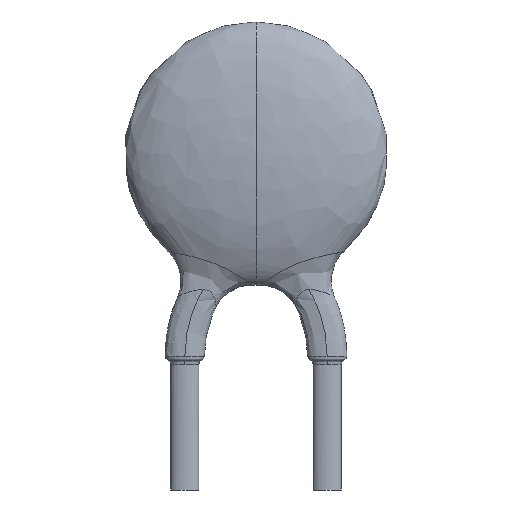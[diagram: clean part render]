
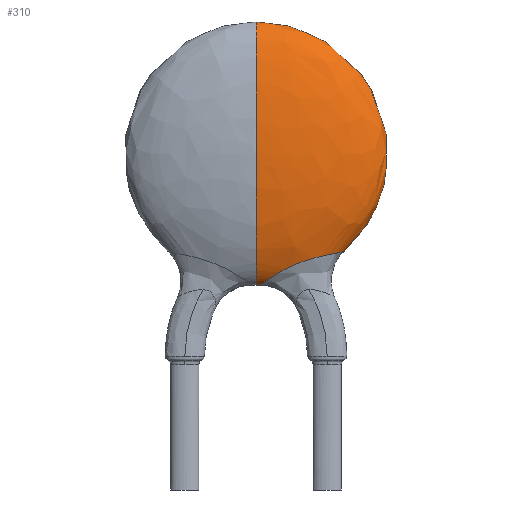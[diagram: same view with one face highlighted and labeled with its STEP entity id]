
A CAD part, front view. The second image highlights one B-rep face of the part: STEP entity #310.
In plain terms, the highlighted free-form (B-spline) face has degree [3, 3] with [4, 4] control points.
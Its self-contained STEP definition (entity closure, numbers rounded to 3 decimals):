
#76 = EDGE_CURVE('',#77,#79,#81,.T.);
#77 = VERTEX_POINT('',#78);
#78 = CARTESIAN_POINT('',(2.5,1.3,7.45));
#79 = VERTEX_POINT('',#80);
#80 = CARTESIAN_POINT('',(2.5,-1.2,7.45));
#81 = ( BOUNDED_CURVE() B_SPLINE_CURVE(3,(#82,#83,#84,#85),
.UNSPECIFIED.,.F.,.F.) B_SPLINE_CURVE_WITH_KNOTS((4,4),(1.571,
4.712),.PIECEWISE_BEZIER_KNOTS.) CURVE() 
GEOMETRIC_REPRESENTATION_ITEM() RATIONAL_B_SPLINE_CURVE((1.,
0.333,0.333,1.)) REPRESENTATION_ITEM('') );
#82 = CARTESIAN_POINT('',(2.5,1.3,7.45));
#83 = CARTESIAN_POINT('',(2.5,1.3,16.333));
#84 = CARTESIAN_POINT('',(2.5,-1.2,16.333));
#85 = CARTESIAN_POINT('',(2.5,-1.2,7.45));
#87 = EDGE_CURVE('',#77,#79,#88,.T.);
#88 = ( BOUNDED_CURVE() B_SPLINE_CURVE(3,(#89,#90,#91,#92),
.UNSPECIFIED.,.F.,.F.) B_SPLINE_CURVE_WITH_KNOTS((4,4),(1.571,
4.712),.PIECEWISE_BEZIER_KNOTS.) CURVE() 
GEOMETRIC_REPRESENTATION_ITEM() RATIONAL_B_SPLINE_CURVE((1.,
0.333,0.333,1.)) REPRESENTATION_ITEM('') );
#89 = CARTESIAN_POINT('',(2.5,1.3,7.45));
#90 = CARTESIAN_POINT('',(2.5,1.3,-1.433));
#91 = CARTESIAN_POINT('',(2.5,-1.2,-1.433));
#92 = CARTESIAN_POINT('',(2.5,-1.2,7.45));
#310 = ADVANCED_FACE('',(#311,#315),#357,.T.);
#311 = FACE_BOUND('',#312,.T.);
#312 = EDGE_LOOP('',(#313,#314));
#313 = ORIENTED_EDGE('',*,*,#87,.F.);
#314 = ORIENTED_EDGE('',*,*,#76,.T.);
#315 = FACE_BOUND('',#316,.T.);
#316 = EDGE_LOOP('',(#317,#340));
#317 = ORIENTED_EDGE('',*,*,#318,.T.);
#318 = EDGE_CURVE('',#319,#321,#323,.T.);
#319 = VERTEX_POINT('',#320);
#320 = CARTESIAN_POINT('',(2.649,-0.054,
    3.026));
#321 = VERTEX_POINT('',#322);
#322 = CARTESIAN_POINT('',(5.44,0.155,4.141));
#323 = B_SPLINE_CURVE_WITH_KNOTS('',3,(#324,#325,#326,#327,#328,#329,
    #330,#331,#332,#333,#334,#335,#336,#337,#338,#339),.UNSPECIFIED.,.F.
  ,.F.,(4,2,2,2,2,2,2,4),(0.002,0.003,
    0.003,0.003,0.004,
    0.004,0.004,0.005),
  .UNSPECIFIED.);
#324 = CARTESIAN_POINT('',(2.649,-0.054,
    3.026));
#325 = CARTESIAN_POINT('',(2.688,-0.142,3.054
    ));
#326 = CARTESIAN_POINT('',(2.772,-0.218,3.113
    ));
#327 = CARTESIAN_POINT('',(2.976,-0.344,3.254
    ));
#328 = CARTESIAN_POINT('',(3.099,-0.394,3.336)
  );
#329 = CARTESIAN_POINT('',(3.502,-0.505,3.577
    ));
#330 = CARTESIAN_POINT('',(3.825,-0.529,3.728
    ));
#331 = CARTESIAN_POINT('',(4.47,-0.49,3.945
    ));
#332 = CARTESIAN_POINT('',(4.802,-0.428,4.019
    ));
#333 = CARTESIAN_POINT('',(5.204,-0.263,4.098
    ));
#334 = CARTESIAN_POINT('',(5.323,-0.195,4.12
    ));
#335 = CARTESIAN_POINT('',(5.435,-0.071,
    4.14));
#336 = CARTESIAN_POINT('',(5.459,-0.027,
    4.145));
#337 = CARTESIAN_POINT('',(5.474,0.065,
    4.148));
#338 = CARTESIAN_POINT('',(5.464,0.112,4.146)
  );
#339 = CARTESIAN_POINT('',(5.44,0.155,4.141));
#340 = ORIENTED_EDGE('',*,*,#341,.T.);
#341 = EDGE_CURVE('',#321,#319,#342,.T.);
#342 = B_SPLINE_CURVE_WITH_KNOTS('',3,(#343,#344,#345,#346,#347,#348,
    #349,#350,#351,#352,#353,#354,#355,#356),.UNSPECIFIED.,.F.,.F.,(4,2,
    2,2,2,2,4),(0.,0.,0.001
    ,0.001,0.002,0.002,
    0.002),.UNSPECIFIED.);
#343 = CARTESIAN_POINT('',(5.44,0.155,4.141));
#344 = CARTESIAN_POINT('',(5.39,0.242,4.132)
  );
#345 = CARTESIAN_POINT('',(5.284,0.318,4.113)
  );
#346 = CARTESIAN_POINT('',(5.034,0.439,4.065)
  );
#347 = CARTESIAN_POINT('',(4.888,0.487,4.036)
  );
#348 = CARTESIAN_POINT('',(4.429,0.597,3.93)
  );
#349 = CARTESIAN_POINT('',(4.093,0.628,3.831)
  );
#350 = CARTESIAN_POINT('',(3.461,0.598,3.559)
  );
#351 = CARTESIAN_POINT('',(3.172,0.537,3.386)
  );
#352 = CARTESIAN_POINT('',(2.836,0.366,3.159)
  );
#353 = CARTESIAN_POINT('',(2.741,0.296,3.091)
  );
#354 = CARTESIAN_POINT('',(2.625,0.131,3.009)
  );
#355 = CARTESIAN_POINT('',(2.609,0.035,
    2.999));
#356 = CARTESIAN_POINT('',(2.649,-0.054,
    3.026));
#357 = ( BOUNDED_SURFACE() B_SPLINE_SURFACE(3,3,(
    (#358,#359,#360,#361)
    ,(#362,#363,#364,#365)
    ,(#366,#367,#368,#369)
    ,(#370,#371,#372,#373
)),.UNSPECIFIED.,.F.,.F.,.F.) B_SPLINE_SURFACE_WITH_KNOTS((4,4),(4,4),(
    0.,1.),(0.,1.),.PIECEWISE_BEZIER_KNOTS.) 
GEOMETRIC_REPRESENTATION_ITEM() RATIONAL_B_SPLINE_SURFACE((
    (1.,0.333,0.333,1.)
    ,(0.333,0.111,0.111,0.333)
    ,(0.333,0.111,0.111,0.333)
,(1.,0.333,0.333,1.
))) REPRESENTATION_ITEM('') SURFACE() );
#358 = CARTESIAN_POINT('',(2.5,1.3,7.45));
#359 = CARTESIAN_POINT('',(2.5,1.3,7.45));
#360 = CARTESIAN_POINT('',(2.5,1.3,7.45));
#361 = CARTESIAN_POINT('',(2.5,1.3,7.45));
#362 = CARTESIAN_POINT('',(2.5,1.3,16.333));
#363 = CARTESIAN_POINT('',(20.266,1.3,16.333));
#364 = CARTESIAN_POINT('',(20.266,1.3,-1.433));
#365 = CARTESIAN_POINT('',(2.5,1.3,-1.433));
#366 = CARTESIAN_POINT('',(2.5,-1.2,16.333));
#367 = CARTESIAN_POINT('',(20.266,-1.2,16.333));
#368 = CARTESIAN_POINT('',(20.266,-1.2,-1.433));
#369 = CARTESIAN_POINT('',(2.5,-1.2,-1.433));
#370 = CARTESIAN_POINT('',(2.5,-1.2,7.45));
#371 = CARTESIAN_POINT('',(2.5,-1.2,7.45));
#372 = CARTESIAN_POINT('',(2.5,-1.2,7.45));
#373 = CARTESIAN_POINT('',(2.5,-1.2,7.45));
